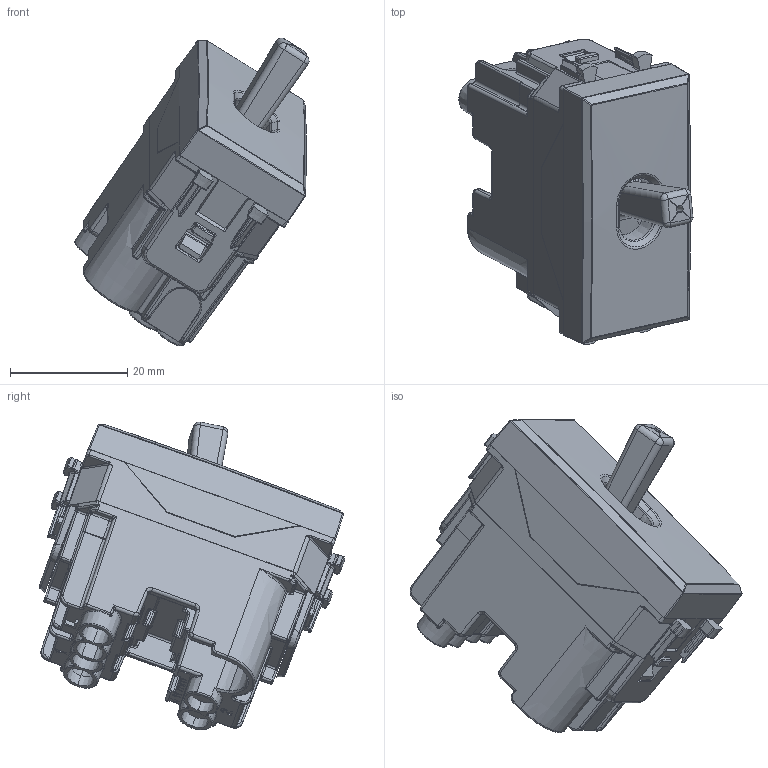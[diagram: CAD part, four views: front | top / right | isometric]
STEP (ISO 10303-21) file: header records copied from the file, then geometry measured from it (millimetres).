
FILE_DESCRIPTION(('CATIA V5 STEP Exchange'),'2;1');
FILE_NAME('445005LV.stp','2024-02-15T10:09:27+00:00',('none'),('none'),'CATIA Version 5-6 Release 2016 SP6','CATIA V5 STEP AP203','none');
FILE_SCHEMA(('CONFIG_CONTROL_DESIGN'));
Length unit declared in the file: millimetre
Products named in the file (1): 445005LV
Assembly tree (12 placements, depth 2):
  445005LV
    #57
    #54987
    #57557
    #59020  x2
    #60933  x2
    #61799
    #78113
    #125738
    #131392
    #133559
Bounding box: 39.89 x 52.04 x 52.48 mm (x, y, z)
Volume: 15020.7 mm3; surface area: 25384.6 mm2
Topology: 13 solids, 13 shells, 3540 faces, 9184 edges, 5457 vertices
Faces by surface type: plane 1297, cylinder 1240, bspline 550, sphere 188, cone 155, torus 94, extrusion 16
Entity records: 133969 total; most frequent: CARTESIAN_POINT 62027, ORIENTED_EDGE 17452, DIRECTION 10227, EDGE_CURVE 8726, VERTEX_POINT 5311, VECTOR 4077, LINE 4061, AXIS2_PLACEMENT_3D 3708
